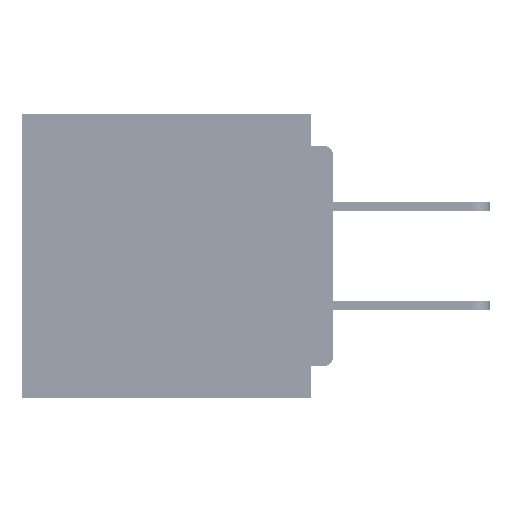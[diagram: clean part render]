
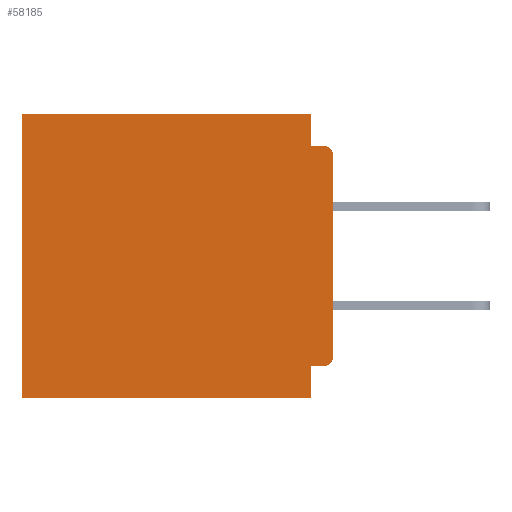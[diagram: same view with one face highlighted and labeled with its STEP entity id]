
A CAD part, left-side view. The second image highlights one B-rep face of the part: STEP entity #58185.
In plain terms, the highlighted planar face has unit normal (-1, 0, 0).
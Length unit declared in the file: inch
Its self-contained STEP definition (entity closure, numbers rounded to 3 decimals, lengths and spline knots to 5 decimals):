
#571 = DIRECTION ( 'NONE',  ( 0., -1., 0. ) ) ;
#786 = EDGE_CURVE ( 'NONE', #27404, #56352, #11706, .T. ) ;
#1158 = VECTOR ( 'NONE', #52267, 39.37008 ) ;
#3057 = VERTEX_POINT ( 'NONE', #32660 ) ;
#3665 = DIRECTION ( 'NONE',  ( 0., 0., -1. ) ) ;
#5812 = VECTOR ( 'NONE', #16208, 39.37008 ) ;
#5840 = VECTOR ( 'NONE', #571, 39.37008 ) ;
#8006 = CIRCLE ( 'NONE', #36998, 0.015 ) ;
#8916 = LINE ( 'NONE', #25808, #5812 ) ;
#9267 = CARTESIAN_POINT ( 'NONE',  ( 0.3, 0.437, 0. ) ) ;
#9618 = EDGE_LOOP ( 'NONE', ( #31863, #38590, #28697, #38770, #62309, #31477, #56635, #29269, #12615, #12666 ) ) ;
#9650 = EDGE_CURVE ( 'NONE', #17342, #24381, #36679, .T. ) ;
#10981 = CARTESIAN_POINT ( 'NONE',  ( 0.3, 0.015, -0.34 ) ) ;
#11307 = DIRECTION ( 'NONE',  ( -1., 0., 0. ) ) ;
#11428 = AXIS2_PLACEMENT_3D ( 'NONE', #62350, #33047, #3665 ) ;
#11706 = LINE ( 'NONE', #50609, #37707 ) ;
#11833 = EDGE_CURVE ( 'NONE', #3057, #45204, #38759, .T. ) ;
#11954 = CARTESIAN_POINT ( 'NONE',  ( 0.3, 0., -0.06 ) ) ;
#12615 = ORIENTED_EDGE ( 'NONE', *, *, #52262, .F. ) ;
#12666 = ORIENTED_EDGE ( 'NONE', *, *, #62525, .T. ) ;
#15319 = DIRECTION ( 'NONE',  ( 0., 1., 0. ) ) ;
#15703 = CARTESIAN_POINT ( 'NONE',  ( 0.3, 0., -0.34 ) ) ;
#15836 = CARTESIAN_POINT ( 'NONE',  ( 0.3, 0., 0. ) ) ;
#15945 = DIRECTION ( 'NONE',  ( 0., 0., -1. ) ) ;
#16208 = DIRECTION ( 'NONE',  ( 0., 0., -1. ) ) ;
#17133 = FACE_OUTER_BOUND ( 'NONE', #9618, .T. ) ;
#17342 = VERTEX_POINT ( 'NONE', #29928 ) ;
#17412 = EDGE_CURVE ( 'NONE', #37976, #46482, #33324, .T. ) ;
#20449 = LINE ( 'NONE', #47340, #1158 ) ;
#22003 = VERTEX_POINT ( 'NONE', #30410 ) ;
#22381 = CARTESIAN_POINT ( 'NONE',  ( 0.3, 0.437, -0.4 ) ) ;
#24381 = VERTEX_POINT ( 'NONE', #46265 ) ;
#24640 = VECTOR ( 'NONE', #15319, 39.37008 ) ;
#25808 = CARTESIAN_POINT ( 'NONE',  ( 0.3, 0.437, -0.4 ) ) ;
#26034 = DIRECTION ( 'NONE',  ( 0., 0., -1. ) ) ;
#26143 = VERTEX_POINT ( 'NONE', #22381 ) ;
#26542 = CARTESIAN_POINT ( 'NONE',  ( 0.3, 0.031, -0.4 ) ) ;
#27404 = VERTEX_POINT ( 'NONE', #11954 ) ;
#28156 = PLANE ( 'NONE',  #11428 ) ;
#28400 = CIRCLE ( 'NONE', #32543, 0.015 ) ;
#28697 = ORIENTED_EDGE ( 'NONE', *, *, #11833, .F. ) ;
#29269 = ORIENTED_EDGE ( 'NONE', *, *, #9650, .F. ) ;
#29928 = CARTESIAN_POINT ( 'NONE',  ( 0.3, 0.031, -0.355 ) ) ;
#29986 = CARTESIAN_POINT ( 'NONE',  ( 0.3, 0., -0.045 ) ) ;
#30410 = CARTESIAN_POINT ( 'NONE',  ( 0.3, 0.015, -0.355 ) ) ;
#30587 = CARTESIAN_POINT ( 'NONE',  ( 0.3, 0.031, 0. ) ) ;
#31477 = ORIENTED_EDGE ( 'NONE', *, *, #55742, .T. ) ;
#31863 = ORIENTED_EDGE ( 'NONE', *, *, #786, .F. ) ;
#32543 = AXIS2_PLACEMENT_3D ( 'NONE', #40578, #11307, #45534 ) ;
#32660 = CARTESIAN_POINT ( 'NONE',  ( 0.3, 0.031, -0.045 ) ) ;
#33047 = DIRECTION ( 'NONE',  ( 1., 0., 0. ) ) ;
#33324 = LINE ( 'NONE', #15836, #43292 ) ;
#35142 = VECTOR ( 'NONE', #55843, 39.37008 ) ;
#36679 = LINE ( 'NONE', #26542, #35142 ) ;
#36998 = AXIS2_PLACEMENT_3D ( 'NONE', #10981, #45208, #15945 ) ;
#37636 = LINE ( 'NONE', #44566, #24640 ) ;
#37707 = VECTOR ( 'NONE', #50827, 39.37008 ) ;
#37976 = VERTEX_POINT ( 'NONE', #30587 ) ;
#38590 = ORIENTED_EDGE ( 'NONE', *, *, #47303, .T. ) ;
#38759 = LINE ( 'NONE', #29986, #5840 ) ;
#38770 = ORIENTED_EDGE ( 'NONE', *, *, #43085, .F. ) ;
#40156 = DIRECTION ( 'NONE',  ( 0., 1., 0. ) ) ;
#40578 = CARTESIAN_POINT ( 'NONE',  ( 0.3, 0.015, -0.06 ) ) ;
#43085 = EDGE_CURVE ( 'NONE', #37976, #3057, #60695, .T. ) ;
#43292 = VECTOR ( 'NONE', #40156, 39.37008 ) ;
#44245 = EDGE_CURVE ( 'NONE', #24381, #26143, #20449, .T. ) ;
#44566 = CARTESIAN_POINT ( 'NONE',  ( 0.3, 0., -0.355 ) ) ;
#45204 = VERTEX_POINT ( 'NONE', #59442 ) ;
#45208 = DIRECTION ( 'NONE',  ( -1., 0., 0. ) ) ;
#45534 = DIRECTION ( 'NONE',  ( 0., 0., -1. ) ) ;
#46265 = CARTESIAN_POINT ( 'NONE',  ( 0.3, 0.031, -0.4 ) ) ;
#46482 = VERTEX_POINT ( 'NONE', #9267 ) ;
#47303 = EDGE_CURVE ( 'NONE', #27404, #45204, #28400, .T. ) ;
#47340 = CARTESIAN_POINT ( 'NONE',  ( 0.3, 0., -0.4 ) ) ;
#49200 = VECTOR ( 'NONE', #26034, 39.37008 ) ;
#50609 = CARTESIAN_POINT ( 'NONE',  ( 0.3, 0., -0.4 ) ) ;
#50827 = DIRECTION ( 'NONE',  ( 0., 0., -1. ) ) ;
#52262 = EDGE_CURVE ( 'NONE', #22003, #17342, #37636, .T. ) ;
#52267 = DIRECTION ( 'NONE',  ( 0., 1., 0. ) ) ;
#55328 = CARTESIAN_POINT ( 'NONE',  ( 0.3, 0.031, 0. ) ) ;
#55742 = EDGE_CURVE ( 'NONE', #46482, #26143, #8916, .T. ) ;
#55843 = DIRECTION ( 'NONE',  ( 0., 0., -1. ) ) ;
#56352 = VERTEX_POINT ( 'NONE', #15703 ) ;
#56635 = ORIENTED_EDGE ( 'NONE', *, *, #44245, .F. ) ;
#58185 = ADVANCED_FACE ( 'NONE', ( #17133 ), #28156, .F. ) ;
#59442 = CARTESIAN_POINT ( 'NONE',  ( 0.3, 0.015, -0.045 ) ) ;
#60695 = LINE ( 'NONE', #55328, #49200 ) ;
#62309 = ORIENTED_EDGE ( 'NONE', *, *, #17412, .T. ) ;
#62350 = CARTESIAN_POINT ( 'NONE',  ( 0.3, 0., -0.4 ) ) ;
#62525 = EDGE_CURVE ( 'NONE', #22003, #56352, #8006, .T. ) ;
